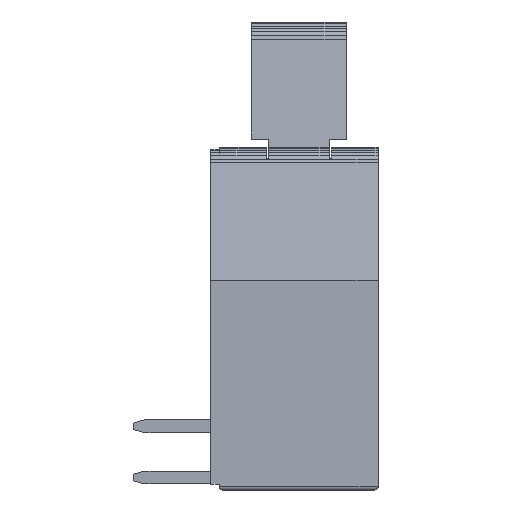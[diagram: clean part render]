
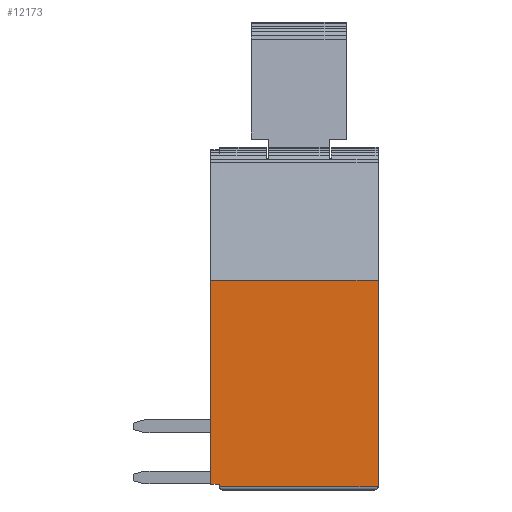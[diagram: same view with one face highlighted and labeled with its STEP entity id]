
A CAD part, left-side view. The second image highlights one B-rep face of the part: STEP entity #12173.
In plain terms, the highlighted planar face has unit normal (-1, 0, 0).
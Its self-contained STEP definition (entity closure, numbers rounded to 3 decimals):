
#4209=EDGE_CURVE('',#9673,#10867,#12444,.T.);
#4391=EDGE_CURVE('',#6835,#7445,#12645,.T.);
#4915=EDGE_CURVE('',#8767,#5967,#13219,.T.);
#5967=VERTEX_POINT('',#14396);
#6835=VERTEX_POINT('',#15329);
#7445=VERTEX_POINT('',#15988);
#7483=EDGE_CURVE('',#5967,#7445,#16026,.T.);
#8767=VERTEX_POINT('',#17432);
#9281=EDGE_CURVE('',#10867,#8767,#17985,.T.);
#9673=VERTEX_POINT('',#18413);
#10385=EDGE_CURVE('',#9673,#6835,#19184,.T.);
#10867=VERTEX_POINT('',#19712);
#12173=ADVANCED_FACE('',(#21159),#21160,.T.);
#12444=LINE('',#21474,#21475);
#12645=LINE('',#21749,#21750);
#13219=LINE('',#22584,#22585);
#14396=CARTESIAN_POINT('',(-31.19,8.3,10.4));
#15329=CARTESIAN_POINT('',(-31.19,0.0,0.15));
#15988=CARTESIAN_POINT('',(-31.19,0.0,10.4));
#16026=LINE('',#26678,#26679);
#17432=CARTESIAN_POINT('',(-31.19,8.3,0.294));
#17985=LINE('',#29543,#29544);
#18413=CARTESIAN_POINT('',(-31.19,7.857,0.15));
#19184=LINE('',#31293,#31294);
#19712=CARTESIAN_POINT('',(-31.19,7.857,0.294));
#21159=FACE_OUTER_BOUND('',#34097,.T.);
#21160=PLANE('',#34098);
#21474=CARTESIAN_POINT('',(-31.19,7.857,0.147));
#21475=VECTOR('',#34466,1.0);
#21749=CARTESIAN_POINT('',(-31.19,0.,0.0));
#21750=VECTOR('',#34663,1.0);
#22584=CARTESIAN_POINT('',(-31.19,8.3,0.0));
#22585=VECTOR('',#35321,1.0);
#26678=CARTESIAN_POINT('',(-31.19,4.15,10.4));
#26679=VECTOR('',#38033,1.0);
#29543=CARTESIAN_POINT('',(-31.19,4.154,0.294));
#29544=VECTOR('',#39959,1.0);
#31293=CARTESIAN_POINT('',(-31.19,4.15,0.15));
#31294=VECTOR('',#41095,1.0);
#34097=EDGE_LOOP('',(#43222,#43223,#43224,#43225,#43226,#43227));
#34098=AXIS2_PLACEMENT_3D('',#43228,#43229,#43230);
#34466=DIRECTION('',(0.0,0.,1.0));
#34663=DIRECTION('',(0.0,0.0,1.0));
#35321=DIRECTION('',(0.0,0.0,1.0));
#38033=DIRECTION('',(0.0,-1.0,0.));
#39959=DIRECTION('',(0.0,1.0,0.));
#41095=DIRECTION('',(0.0,-1.0,0.));
#43222=ORIENTED_EDGE('',*,*,#4209,.F.);
#43223=ORIENTED_EDGE('',*,*,#10385,.T.);
#43224=ORIENTED_EDGE('',*,*,#4391,.T.);
#43225=ORIENTED_EDGE('',*,*,#7483,.F.);
#43226=ORIENTED_EDGE('',*,*,#4915,.F.);
#43227=ORIENTED_EDGE('',*,*,#9281,.F.);
#43228=CARTESIAN_POINT('',(-31.19,0.,0.0));
#43229=DIRECTION('',(-1.0,0.0,0.0));
#43230=DIRECTION('',(0.0,-1.0,0.0));
